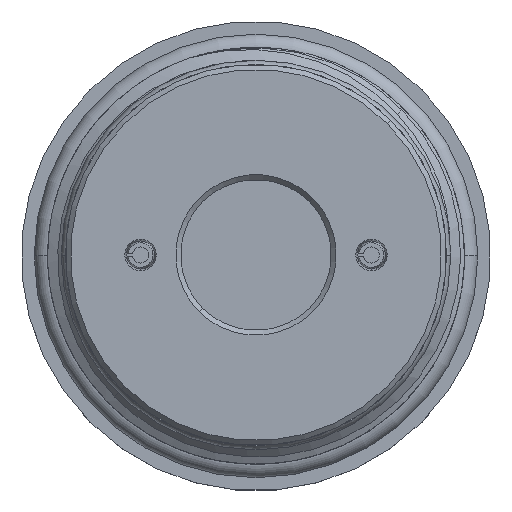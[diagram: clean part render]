
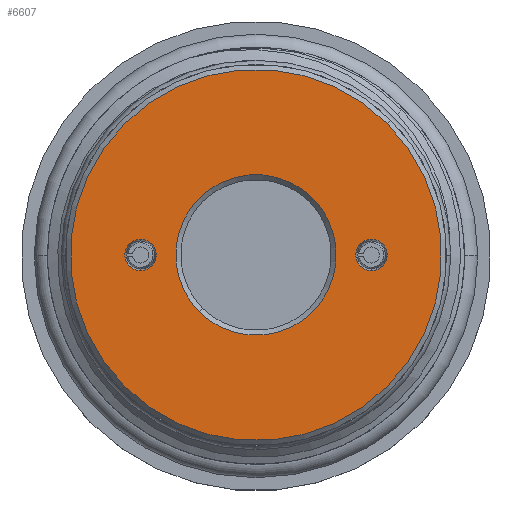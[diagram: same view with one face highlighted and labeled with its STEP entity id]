
A CAD part, top view. The second image highlights one B-rep face of the part: STEP entity #6607.
In plain terms, the highlighted planar face has unit normal (0, 0, 1).
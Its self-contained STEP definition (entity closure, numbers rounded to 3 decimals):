
#511 = DIRECTION ( 'NONE',  ( -0.707, -0.707, 0. ) ) ;
#547 = ORIENTED_EDGE ( 'NONE', *, *, #8081, .T. ) ;
#617 = DIRECTION ( 'NONE',  ( 0., 0., -1. ) ) ;
#813 = EDGE_CURVE ( 'NONE', #6355, #6516, #6184, .T. ) ;
#1121 = CARTESIAN_POINT ( 'NONE',  ( -10.396, 1.104, 77. ) ) ;
#1308 = VERTEX_POINT ( 'NONE', #2942 ) ;
#1563 = CARTESIAN_POINT ( 'NONE',  ( 11.5, 0., 77. ) ) ;
#2942 = CARTESIAN_POINT ( 'NONE',  ( 10.396, -1.104, 77. ) ) ;
#3001 = CIRCLE ( 'NONE', #14195, 1.561 ) ;
#3393 = CARTESIAN_POINT ( 'NONE',  ( 11.5, 0., 77. ) ) ;
#3495 = CARTESIAN_POINT ( 'NONE',  ( 0., 0., 77. ) ) ;
#3553 = DIRECTION ( 'NONE',  ( 0., 0., -1. ) ) ;
#3748 = ORIENTED_EDGE ( 'NONE', *, *, #8463, .T. ) ;
#4102 = CIRCLE ( 'NONE', #13906, 1.561 ) ;
#4285 = AXIS2_PLACEMENT_3D ( 'NONE', #12553, #9964, #6257 ) ;
#4794 = AXIS2_PLACEMENT_3D ( 'NONE', #3495, #13553, #7195 ) ;
#4988 = CARTESIAN_POINT ( 'NONE',  ( 0., 0., 77. ) ) ;
#5091 = DIRECTION ( 'NONE',  ( -0.707, -0.707, 0. ) ) ;
#5108 = EDGE_CURVE ( 'NONE', #5719, #1308, #5925, .T. ) ;
#5134 = CIRCLE ( 'NONE', #4794, 18.5 ) ;
#5591 = AXIS2_PLACEMENT_3D ( 'NONE', #4988, #7402, #5091 ) ;
#5636 = DIRECTION ( 'NONE',  ( 0., 0., -1. ) ) ;
#5718 = EDGE_CURVE ( 'NONE', #1308, #5719, #3001, .T. ) ;
#5719 = VERTEX_POINT ( 'NONE', #7806 ) ;
#5925 = CIRCLE ( 'NONE', #10804, 1.561 ) ;
#6184 = CIRCLE ( 'NONE', #5591, 18.5 ) ;
#6243 = EDGE_CURVE ( 'NONE', #6516, #6355, #5134, .T. ) ;
#6257 = DIRECTION ( 'NONE',  ( -0.707, -0.707, 0. ) ) ;
#6355 = VERTEX_POINT ( 'NONE', #12607 ) ;
#6516 = VERTEX_POINT ( 'NONE', #9062 ) ;
#6607 = ADVANCED_FACE ( 'NONE', ( #12236, #15422, #12437, #12049 ), #6912, .F. ) ;
#6804 = CARTESIAN_POINT ( 'NONE',  ( -11.5, 0., 77. ) ) ;
#6912 = PLANE ( 'NONE',  #8997 ) ;
#6924 = VERTEX_POINT ( 'NONE', #12432 ) ;
#7150 = VERTEX_POINT ( 'NONE', #15816 ) ;
#7172 = EDGE_CURVE ( 'NONE', #11386, #6924, #8277, .T. ) ;
#7184 = ORIENTED_EDGE ( 'NONE', *, *, #7172, .T. ) ;
#7195 = DIRECTION ( 'NONE',  ( -0.707, -0.707, 0. ) ) ;
#7306 = CARTESIAN_POINT ( 'NONE',  ( 0., 0., 77. ) ) ;
#7402 = DIRECTION ( 'NONE',  ( 0., 0., 1. ) ) ;
#7806 = CARTESIAN_POINT ( 'NONE',  ( 12.604, 1.104, 77. ) ) ;
#8081 = EDGE_CURVE ( 'NONE', #7150, #14994, #13193, .T. ) ;
#8277 = CIRCLE ( 'NONE', #14551, 1.561 ) ;
#8463 = EDGE_CURVE ( 'NONE', #6924, #11386, #4102, .T. ) ;
#8861 = ORIENTED_EDGE ( 'NONE', *, *, #9008, .T. ) ;
#8997 = AXIS2_PLACEMENT_3D ( 'NONE', #14325, #617, #511 ) ;
#9008 = EDGE_CURVE ( 'NONE', #14994, #7150, #10020, .T. ) ;
#9062 = CARTESIAN_POINT ( 'NONE',  ( 13.081, 13.081, 77. ) ) ;
#9301 = DIRECTION ( 'NONE',  ( 0., 0., -1. ) ) ;
#9339 = DIRECTION ( 'NONE',  ( -0.707, -0.707, 0. ) ) ;
#9421 = CARTESIAN_POINT ( 'NONE',  ( 5.657, 5.657, 77. ) ) ;
#9747 = DIRECTION ( 'NONE',  ( 0., 0., -1. ) ) ;
#9964 = DIRECTION ( 'NONE',  ( 0., 0., -1. ) ) ;
#10020 = CIRCLE ( 'NONE', #11037, 8. ) ;
#10532 = EDGE_LOOP ( 'NONE', ( #7184, #3748 ) ) ;
#10804 = AXIS2_PLACEMENT_3D ( 'NONE', #3393, #3553, #12300 ) ;
#10852 = ORIENTED_EDGE ( 'NONE', *, *, #813, .T. ) ;
#11037 = AXIS2_PLACEMENT_3D ( 'NONE', #7306, #9747, #15950 ) ;
#11386 = VERTEX_POINT ( 'NONE', #1121 ) ;
#11530 = DIRECTION ( 'NONE',  ( 0., 0., -1. ) ) ;
#12049 = FACE_BOUND ( 'NONE', #10532, .T. ) ;
#12198 = EDGE_LOOP ( 'NONE', ( #10852, #12286 ) ) ;
#12236 = FACE_BOUND ( 'NONE', #16359, .T. ) ;
#12286 = ORIENTED_EDGE ( 'NONE', *, *, #6243, .T. ) ;
#12300 = DIRECTION ( 'NONE',  ( 0.707, 0.707, 0. ) ) ;
#12432 = CARTESIAN_POINT ( 'NONE',  ( -12.604, -1.104, 77. ) ) ;
#12437 = FACE_BOUND ( 'NONE', #15456, .T. ) ;
#12553 = CARTESIAN_POINT ( 'NONE',  ( 0., 0., 77. ) ) ;
#12607 = CARTESIAN_POINT ( 'NONE',  ( -13.081, -13.081, 77. ) ) ;
#13104 = DIRECTION ( 'NONE',  ( -0.707, -0.707, 0. ) ) ;
#13193 = CIRCLE ( 'NONE', #4285, 8. ) ;
#13194 = CARTESIAN_POINT ( 'NONE',  ( -11.5, 0., 77. ) ) ;
#13553 = DIRECTION ( 'NONE',  ( 0., 0., 1. ) ) ;
#13906 = AXIS2_PLACEMENT_3D ( 'NONE', #6804, #9301, #13104 ) ;
#14011 = DIRECTION ( 'NONE',  ( 0.707, 0.707, 0. ) ) ;
#14195 = AXIS2_PLACEMENT_3D ( 'NONE', #1563, #11530, #14011 ) ;
#14325 = CARTESIAN_POINT ( 'NONE',  ( -13.435, 13.435, 77. ) ) ;
#14551 = AXIS2_PLACEMENT_3D ( 'NONE', #13194, #5636, #9339 ) ;
#14594 = ORIENTED_EDGE ( 'NONE', *, *, #5108, .T. ) ;
#14994 = VERTEX_POINT ( 'NONE', #9421 ) ;
#15422 = FACE_OUTER_BOUND ( 'NONE', #12198, .T. ) ;
#15456 = EDGE_LOOP ( 'NONE', ( #15753, #14594 ) ) ;
#15753 = ORIENTED_EDGE ( 'NONE', *, *, #5718, .T. ) ;
#15816 = CARTESIAN_POINT ( 'NONE',  ( -5.657, -5.657, 77. ) ) ;
#15950 = DIRECTION ( 'NONE',  ( -0.707, -0.707, 0. ) ) ;
#16359 = EDGE_LOOP ( 'NONE', ( #8861, #547 ) ) ;
